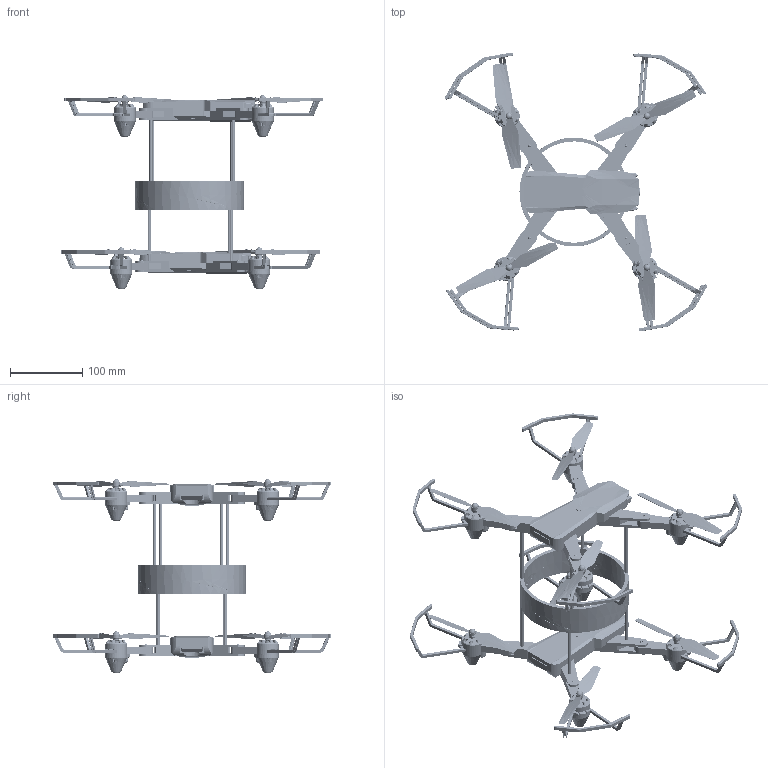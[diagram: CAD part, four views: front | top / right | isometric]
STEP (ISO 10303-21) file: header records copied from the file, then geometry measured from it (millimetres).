
FILE_DESCRIPTION(/* description */ (''),/* implementation_level */ '2;1');
FILE_NAME(/* name */ 'Docking_mechanism_1.step',/* time_stamp */ '2024-07-13T17:20:15+05:30',/* author */ (''),/* organization */ (''),/* preprocessor_version */ 'ST-DEVELOPER v20',/* originating_system */ 'Autodesk Translation Framework v13.14.0.145',/* authorisation */ '');
FILE_SCHEMA (('AUTOMOTIVE_DESIGN { 1 0 10303 214 3 1 1 }'));
Length unit declared in the file: millimetre
Products named in the file (11): Docking_mechanism_1; Lower_ring_M1; Drone; Upper_ring_M1; Upper_ring_M1_1; Drone_1; Battery v2; use arm v3; propeller v2; guard v2; Component5
Assembly tree (39 placements, depth 4):
  Docking_mechanism_1
    Lower_ring_M1
      Drone
        Battery v2
        use arm v3  x4
        propeller v2  x4
        guard v2  x4
        Component5  x4
    Upper_ring_M1
      Upper_ring_M1_1
      Drone_1
        Battery v2
        use arm v3  x4
        propeller v2  x4
        guard v2  x4
        Component5  x4
Bounding box: 362.57 x 383.71 x 267.35 mm (x, y, z)
Volume: 862153.2 mm3; surface area: 402297.8 mm2
Topology: 164 solids, 164 shells, 5367 faces, 13786 edges, 8823 vertices
Faces by surface type: plane 2351, cylinder 1548, bspline 998, torus 386, sphere 56, cone 28
Full cylindrical faces by diameter (mm): 0.95 x8, 1 x8, 1.45 x48, 1.451 x40, 1.5 x8, 1.81 x8, 1.9 x8, 2 x24, 2.24 x16, 2.529 x8, 4 x34, 4.472 x2, 4.5 x8, 5 x2, 5.65 x8, 5.66 x8, 6 x2, 6.401 x2, 8 x10, 8.39 x2, 9 x8, 10 x20, 10.27 x8, 11.03 x8, 12 x8, 30 x16, 140 x2, 150 x2
Entity records: 63907 total; most frequent: CARTESIAN_POINT 20925, ORIENTED_EDGE 9044, DIRECTION 8214, EDGE_CURVE 4522, VERTEX_POINT 2946, AXIS2_PLACEMENT_3D 2930, LINE 2354, VECTOR 2354
